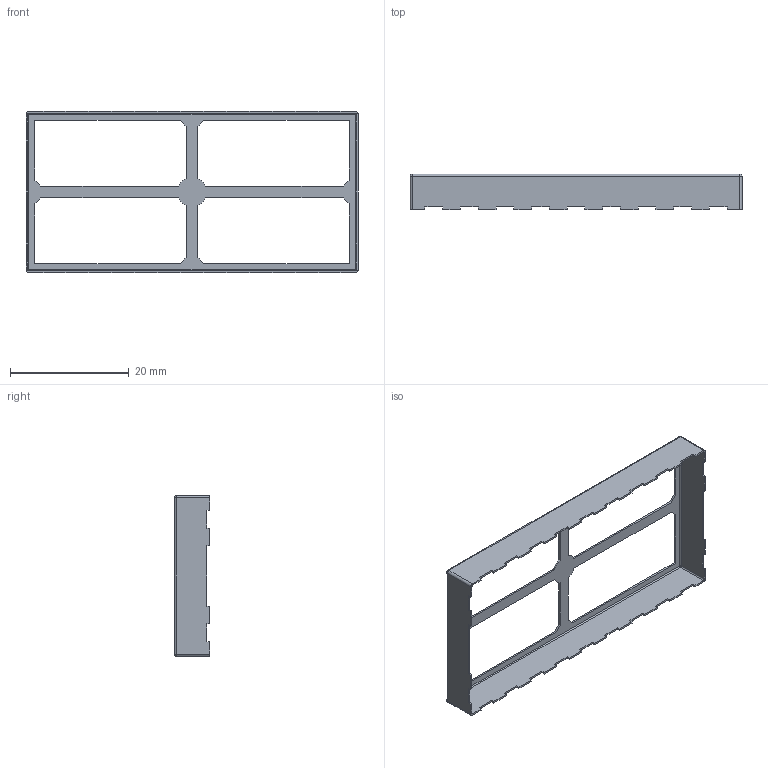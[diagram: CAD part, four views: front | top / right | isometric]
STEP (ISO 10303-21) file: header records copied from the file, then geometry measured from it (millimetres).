
FILE_DESCRIPTION(/* description */ (''),/* implementation_level */ '2;1');
FILE_NAME(/* name */ 'SMS-461-F.step',/* time_stamp */ '2020-07-29T21:51:57+02:00',/* author */ (''),/* organization */ (''),/* preprocessor_version */ 'ST-DEVELOPER v18.1',/* originating_system */ 'Autodesk Translation Framework v9.3.0.1241',/* authorisation */ '');
FILE_SCHEMA (('AUTOMOTIVE_DESIGN { 1 0 10303 214 3 1 1 }'));
Length unit declared in the file: millimetre
Products named in the file (1): Shield_long
Bounding box: 56.03 x 5.99 x 27.18 mm (x, y, z)
Volume: 384 mm3; surface area: 2686.2 mm2
Topology: 1 solids, 1 shells, 158 faces, 444 edges, 288 vertices
Faces by surface type: plane 130, cylinder 20, sphere 8
Entity records: 5045 total; most frequent: CARTESIAN_POINT 891, ORIENTED_EDGE 888, DIRECTION 802, EDGE_CURVE 444, LINE 404, VECTOR 404, VERTEX_POINT 288, AXIS2_PLACEMENT_3D 199
